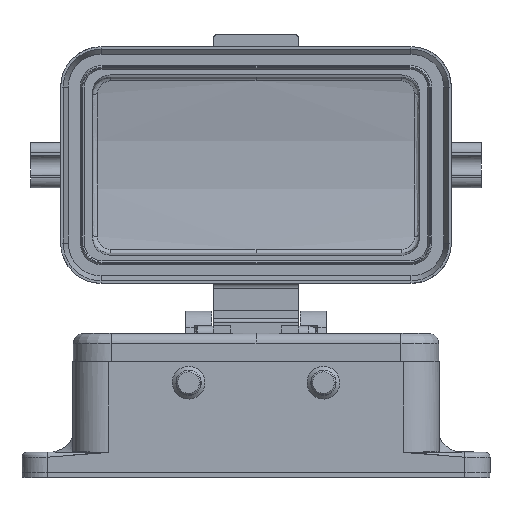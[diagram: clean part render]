
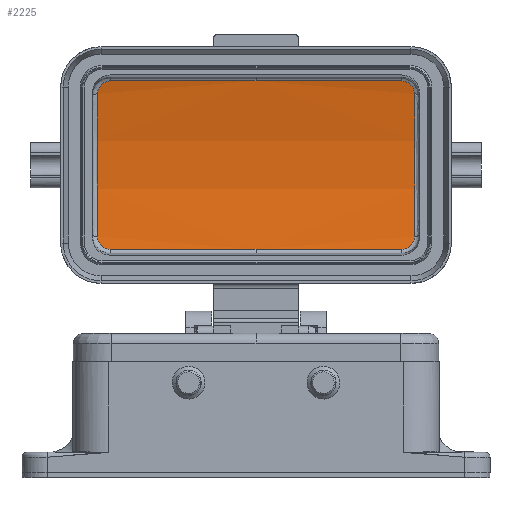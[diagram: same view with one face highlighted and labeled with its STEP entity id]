
A CAD part, top view. The second image highlights one B-rep face of the part: STEP entity #2225.
In plain terms, the highlighted cylindrical face has radius 77.95 mm (diameter 155.9 mm), a partial arc.
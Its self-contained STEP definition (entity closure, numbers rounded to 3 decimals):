
#418=(
BOUNDED_CURVE()
B_SPLINE_CURVE(3,(#30941,#30942,#30943,#30944,#30945,#30946,#30947,#30948,
#30949,#30950),.UNSPECIFIED.,.F.,.F.)
B_SPLINE_CURVE_WITH_KNOTS((4,2,1,1,2,4),(0.,0.424,0.506,
0.638,0.868,1.),.UNSPECIFIED.)
CURVE()
GEOMETRIC_REPRESENTATION_ITEM()
RATIONAL_B_SPLINE_CURVE((1.,1.,1.,1.,1.,1.,1.,1.,1.,1.))
REPRESENTATION_ITEM('')
);
#419=(
BOUNDED_CURVE()
B_SPLINE_CURVE(3,(#30954,#30955,#30956,#30957,#30958,#30959,#30960,#30961,
#30962),.UNSPECIFIED.,.F.,.F.)
B_SPLINE_CURVE_WITH_KNOTS((4,1,1,1,2,4),(0.,0.256,0.397,
0.514,0.612,1.),.UNSPECIFIED.)
CURVE()
GEOMETRIC_REPRESENTATION_ITEM()
RATIONAL_B_SPLINE_CURVE((1.,1.,1.,1.,1.,1.,1.,1.,1.))
REPRESENTATION_ITEM('')
);
#420=(
BOUNDED_CURVE()
B_SPLINE_CURVE(3,(#30963,#30964,#30965,#30966,#30967,#30968,#30969,#30970,
#30971),.UNSPECIFIED.,.F.,.F.)
B_SPLINE_CURVE_WITH_KNOTS((4,2,1,1,1,4),(0.,0.388,0.486,
0.603,0.744,1.),.UNSPECIFIED.)
CURVE()
GEOMETRIC_REPRESENTATION_ITEM()
RATIONAL_B_SPLINE_CURVE((1.,1.,1.,1.,1.,1.,1.,1.,1.))
REPRESENTATION_ITEM('')
);
#421=(
BOUNDED_CURVE()
B_SPLINE_CURVE(3,(#30975,#30976,#30977,#30978,#30979,#30980,#30981,#30982,
#30983,#30984),.UNSPECIFIED.,.F.,.F.)
B_SPLINE_CURVE_WITH_KNOTS((4,2,1,1,2,4),(0.,0.132,0.362,
0.494,0.576,1.),.UNSPECIFIED.)
CURVE()
GEOMETRIC_REPRESENTATION_ITEM()
RATIONAL_B_SPLINE_CURVE((1.,1.,1.,1.,1.,1.,1.,1.,1.,1.))
REPRESENTATION_ITEM('')
);
#657=CYLINDRICAL_SURFACE('',#17943,77.95);
#1198=B_SPLINE_CURVE_WITH_KNOTS('',3,(#30887,#30888,#30889,#30890),
 .UNSPECIFIED.,.F.,.F.,(4,4),(0.,1.),.UNSPECIFIED.);
#1199=B_SPLINE_CURVE_WITH_KNOTS('',3,(#30911,#30912,#30913,#30914),
 .UNSPECIFIED.,.F.,.F.,(4,4),(0.,1.),.UNSPECIFIED.);
#1200=B_SPLINE_CURVE_WITH_KNOTS('',3,(#30935,#30936,#30937,#30938),
 .UNSPECIFIED.,.F.,.F.,(4,4),(0.,1.),.UNSPECIFIED.);
#1201=B_SPLINE_CURVE_WITH_KNOTS('',3,(#30986,#30987,#30988,#30989),
 .UNSPECIFIED.,.F.,.F.,(4,4),(0.,1.),.UNSPECIFIED.);
#2225=ADVANCED_FACE('',(#3530),#657,.F.);
#3530=FACE_OUTER_BOUND('',#4586,.T.);
#4586=EDGE_LOOP('',(#11199,#11200,#11201,#11202,#11203,#11204,#11205,#11206,
#11207,#11208));
#11199=ORIENTED_EDGE('',*,*,#15871,.F.);
#11200=ORIENTED_EDGE('',*,*,#15872,.F.);
#11201=ORIENTED_EDGE('',*,*,#15873,.F.);
#11202=ORIENTED_EDGE('',*,*,#15874,.F.);
#11203=ORIENTED_EDGE('',*,*,#15869,.F.);
#11204=ORIENTED_EDGE('',*,*,#15867,.F.);
#11205=ORIENTED_EDGE('',*,*,#15875,.F.);
#11206=ORIENTED_EDGE('',*,*,#15876,.F.);
#11207=ORIENTED_EDGE('',*,*,#15877,.F.);
#11208=ORIENTED_EDGE('',*,*,#15878,.F.);
#13637=VERTEX_POINT('',#30886);
#13638=VERTEX_POINT('',#30891);
#13639=VERTEX_POINT('',#30915);
#13640=VERTEX_POINT('',#30939);
#13641=VERTEX_POINT('',#30940);
#13642=VERTEX_POINT('',#30951);
#13643=VERTEX_POINT('',#30953);
#13644=VERTEX_POINT('',#30972);
#13645=VERTEX_POINT('',#30974);
#13646=VERTEX_POINT('',#30985);
#15867=EDGE_CURVE('',#13637,#13638,#1198,.T.);
#15869=EDGE_CURVE('',#13638,#13639,#1199,.T.);
#15871=EDGE_CURVE('',#13640,#13641,#1200,.T.);
#15872=EDGE_CURVE('',#13642,#13640,#418,.T.);
#15873=EDGE_CURVE('',#13643,#13642,#16735,.T.);
#15874=EDGE_CURVE('',#13639,#13643,#419,.T.);
#15875=EDGE_CURVE('',#13644,#13637,#420,.T.);
#15876=EDGE_CURVE('',#13645,#13644,#16736,.T.);
#15877=EDGE_CURVE('',#13646,#13645,#421,.T.);
#15878=EDGE_CURVE('',#13641,#13646,#1201,.T.);
#16735=CIRCLE('',#17941,77.95);
#16736=CIRCLE('',#17942,77.95);
#17941=AXIS2_PLACEMENT_3D('',#30952,#21433,#21434);
#17942=AXIS2_PLACEMENT_3D('',#30973,#21435,#21436);
#17943=AXIS2_PLACEMENT_3D('',#30990,#21437,#21438);
#21433=DIRECTION('',(1.,0.,0.));
#21434=DIRECTION('',(0.,-0.182,-0.983));
#21435=DIRECTION('',(-1.,0.,0.));
#21436=DIRECTION('',(0.,0.182,-0.983));
#21437=DIRECTION('',(-1.,0.,0.));
#21438=DIRECTION('',(0.,0.227,-0.974));
#30886=CARTESIAN_POINT('',(46.599,20.159,-44.431));
#30887=CARTESIAN_POINT('',(46.599,20.159,-44.431));
#30888=CARTESIAN_POINT('',(36.933,20.159,-44.431));
#30889=CARTESIAN_POINT('',(27.266,20.159,-44.431));
#30890=CARTESIAN_POINT('',(17.599,20.159,-44.431));
#30891=CARTESIAN_POINT('',(17.599,20.159,-44.431));
#30911=CARTESIAN_POINT('',(17.599,20.159,-44.431));
#30912=CARTESIAN_POINT('',(7.933,20.159,-44.431));
#30913=CARTESIAN_POINT('',(-1.734,20.159,-44.431));
#30914=CARTESIAN_POINT('',(-11.401,20.159,-44.431));
#30915=CARTESIAN_POINT('',(-11.401,20.159,-44.431));
#30935=CARTESIAN_POINT('',(-11.401,53.643,-44.431));
#30936=CARTESIAN_POINT('',(-1.734,53.643,-44.431));
#30937=CARTESIAN_POINT('',(7.933,53.643,-44.431));
#30938=CARTESIAN_POINT('',(17.599,53.643,-44.431));
#30939=CARTESIAN_POINT('',(-11.401,53.643,-44.431));
#30940=CARTESIAN_POINT('',(17.599,53.643,-44.431));
#30941=CARTESIAN_POINT('',(-13.901,51.091,-44.948));
#30942=CARTESIAN_POINT('',(-13.901,51.641,-44.846));
#30943=CARTESIAN_POINT('',(-13.672,52.178,-44.739));
#30944=CARTESIAN_POINT('',(-13.261,52.696,-44.633));
#30945=CARTESIAN_POINT('',(-13.079,52.903,-44.59));
#30946=CARTESIAN_POINT('',(-12.634,53.284,-44.509));
#30947=CARTESIAN_POINT('',(-12.201,53.499,-44.463));
#30948=CARTESIAN_POINT('',(-11.744,53.619,-44.436));
#30949=CARTESIAN_POINT('',(-11.573,53.643,-44.431));
#30950=CARTESIAN_POINT('',(-11.401,53.643,-44.431));
#30951=CARTESIAN_POINT('',(-13.901,51.091,-44.948));
#30952=CARTESIAN_POINT('',(-13.901,36.901,31.7));
#30953=CARTESIAN_POINT('',(-13.901,22.711,-44.948));
#30954=CARTESIAN_POINT('',(-11.401,20.159,-44.431));
#30955=CARTESIAN_POINT('',(-11.74,20.159,-44.431));
#30956=CARTESIAN_POINT('',(-12.253,20.302,-44.463));
#30957=CARTESIAN_POINT('',(-12.829,20.675,-44.543));
#30958=CARTESIAN_POINT('',(-13.173,20.995,-44.61));
#30959=CARTESIAN_POINT('',(-13.347,21.21,-44.654));
#30960=CARTESIAN_POINT('',(-13.714,21.725,-44.759));
#30961=CARTESIAN_POINT('',(-13.901,22.213,-44.855));
#30962=CARTESIAN_POINT('',(-13.901,22.711,-44.948));
#30963=CARTESIAN_POINT('',(49.099,22.711,-44.948));
#30964=CARTESIAN_POINT('',(49.099,22.213,-44.855));
#30965=CARTESIAN_POINT('',(48.912,21.725,-44.759));
#30966=CARTESIAN_POINT('',(48.546,21.21,-44.654));
#30967=CARTESIAN_POINT('',(48.371,20.995,-44.61));
#30968=CARTESIAN_POINT('',(48.027,20.675,-44.543));
#30969=CARTESIAN_POINT('',(47.452,20.302,-44.462));
#30970=CARTESIAN_POINT('',(46.938,20.159,-44.431));
#30971=CARTESIAN_POINT('',(46.599,20.159,-44.431));
#30972=CARTESIAN_POINT('',(49.099,22.711,-44.948));
#30973=CARTESIAN_POINT('',(49.099,36.901,31.7));
#30974=CARTESIAN_POINT('',(49.099,51.091,-44.948));
#30975=CARTESIAN_POINT('',(46.599,53.643,-44.431));
#30976=CARTESIAN_POINT('',(46.772,53.643,-44.431));
#30977=CARTESIAN_POINT('',(46.943,53.619,-44.436));
#30978=CARTESIAN_POINT('',(47.399,53.499,-44.462));
#30979=CARTESIAN_POINT('',(47.833,53.284,-44.509));
#30980=CARTESIAN_POINT('',(48.277,52.903,-44.59));
#30981=CARTESIAN_POINT('',(48.46,52.696,-44.633));
#30982=CARTESIAN_POINT('',(48.871,52.178,-44.739));
#30983=CARTESIAN_POINT('',(49.099,51.641,-44.846));
#30984=CARTESIAN_POINT('',(49.099,51.091,-44.948));
#30985=CARTESIAN_POINT('',(46.599,53.643,-44.431));
#30986=CARTESIAN_POINT('',(17.599,53.643,-44.431));
#30987=CARTESIAN_POINT('',(27.266,53.643,-44.431));
#30988=CARTESIAN_POINT('',(36.933,53.643,-44.431));
#30989=CARTESIAN_POINT('',(46.599,53.643,-44.431));
#30990=CARTESIAN_POINT('',(50.199,36.901,31.7));
